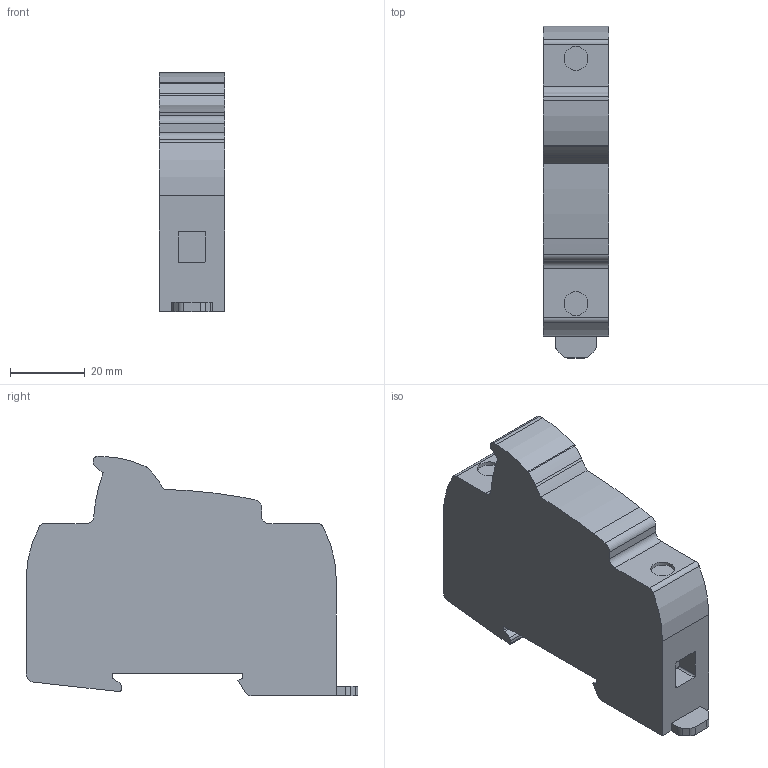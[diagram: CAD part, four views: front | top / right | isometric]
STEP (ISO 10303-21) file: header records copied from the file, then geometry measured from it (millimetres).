
FILE_DESCRIPTION (( 'STEP AP203' ), '1' );
FILE_NAME ('57050011-1PK.step', '2022-08-30T13:21:24', ( '' ), ( '' ), 'SwSTEP 2.0', 'SolidWorks 2021', '' );
FILE_SCHEMA (( 'CONFIG_CONTROL_DESIGN' ));
Length unit declared in the file: inch
Products named in the file (1): 57050011-1PK
Bounding box: 17.5 x 88.79 x 64 mm (x, y, z)
Volume: 69304.7 mm3; surface area: 13762.5 mm2
Topology: 1 solids, 1 shells, 105 faces, 288 edges, 192 vertices
Faces by surface type: cylinder 53, plane 52
Entity records: 3866 total; most frequent: CARTESIAN_POINT 1216, ORIENTED_EDGE 576, DIRECTION 476, EDGE_CURVE 288, VERTEX_POINT 192, AXIS2_PLACEMENT_3D 163, LINE 150, VECTOR 150
